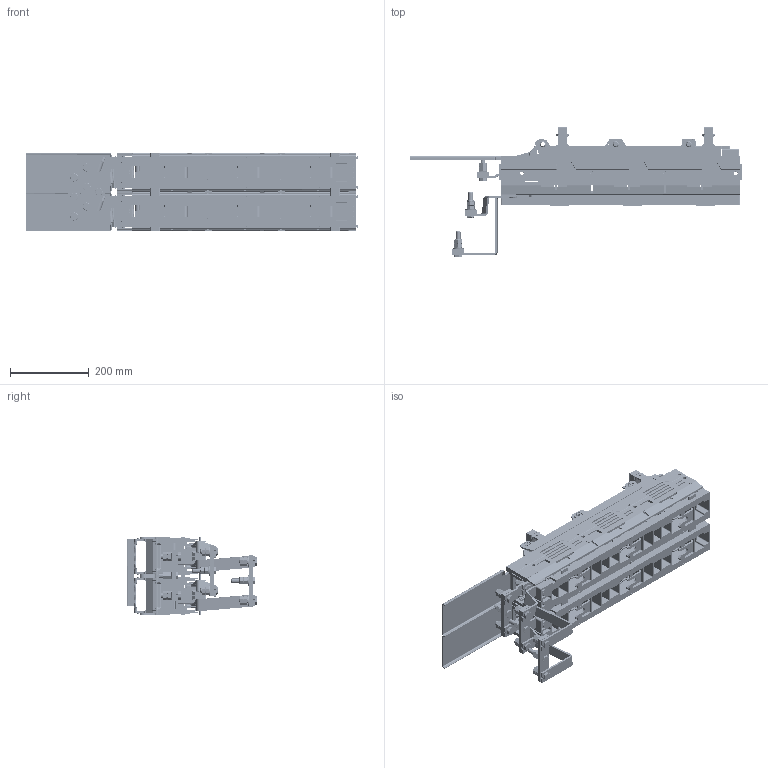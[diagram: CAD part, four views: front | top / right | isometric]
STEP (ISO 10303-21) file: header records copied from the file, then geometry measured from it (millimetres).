
FILE_DESCRIPTION(('TFLEX Exchange Step'),'2;1');
FILE_NAME('2ARS 3-3-MHS У.stp', '2023-10-19T14:56:57+03:00',('lvov'),('Unknown organisation'),'TFLEX Exchange 2019.0','T-FLEX CAD','Unknown authorisation');
FILE_SCHEMA( ('AUTOMOTIVE_DESIGN { 1 0 10303 214 1 1 1 1 }') );
Length unit declared in the file: millimetre
Products named in the file (10): <ARS_2023>D473_Рукоятка для 2ARS; <Гайки нормальные>Гайка ГОСТ 5915-70.GRB; <Метизы-исходники>Гайка М12 DIN 934 (Apator); <Метизы-исходники>Шайба М12 DIN 88123 (Apator); <Метизы-исходники>Болт запрессовочный М12x55 8.8оц (Apator); <ARS_2023>Шина для 2-х ARS; <Метизы-исходники>Болт DIN 933; <ARS_2023>Накладка удлинительная 3L3; <Метизы-исходники>Гайка М12 DIN 934 (Apator):2; 2ARS 3-3-MHS У
Assembly tree (16 placements, depth 4):
  2ARS 3-3-MHS У
    <ARS_2023>D473_Рукоятка для 2ARS  x2
    <Метизы-исходники>Гайка М12 DIN 934 (Apator)  x2
      <Гайки нормальные>Гайка ГОСТ 5915-70.GRB
    <ARS_2023>Шина для 2-х ARS  x2
      <Метизы-исходники>Гайка М12 DIN 934 (Apator)
        <Гайки нормальные>Гайка ГОСТ 5915-70.GRB
      <Метизы-исходники>Шайба М12 DIN 88123 (Apator)
      <Метизы-исходники>Болт запрессовочный М12x55 8.8оц (Apator)
    <Метизы-исходники>Шайба М12 DIN 88123 (Apator)
    <Метизы-исходники>Болт DIN 933
    <ARS_2023>Накладка удлинительная 3L3
    <Метизы-исходники>Гайка М12 DIN 934 (Apator):2  x2
Bounding box: 842.5 x 330.22 x 198.9 mm (x, y, z)
Volume: 321516.1 mm3; surface area: 1963961.7 mm2
Topology: 27 solids, 203 shells, 5489 faces, 20432 edges, 14866 vertices
Faces by surface type: plane 3108, cylinder 1701, cone 323, sphere 164, bspline 124, torus 69
Full cylindrical faces by diameter (mm): 3 x8, 5 x2, 10.106 x10, 11.7 x3, 12 x2, 12.4 x5, 27.26 x5
Entity records: 297034 total; most frequent: CARTESIAN_POINT 171234, ORIENTED_EDGE 30954, EDGE_CURVE 19595, B_SPLINE_CURVE_WITH_KNOTS 18102, VERTEX_POINT 14352, DIRECTION 12236, EDGE_LOOP 5657, FACE_BOUND 5657
